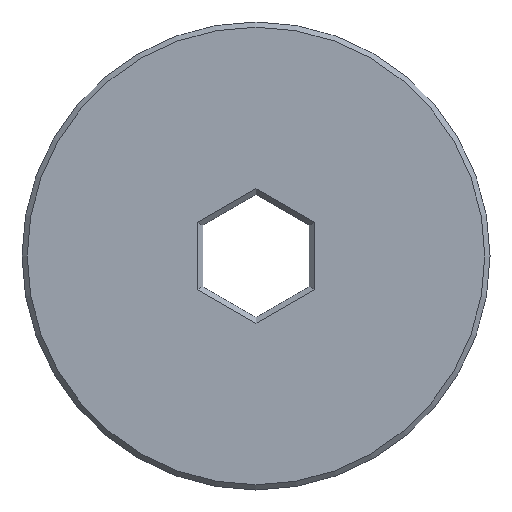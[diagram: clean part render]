
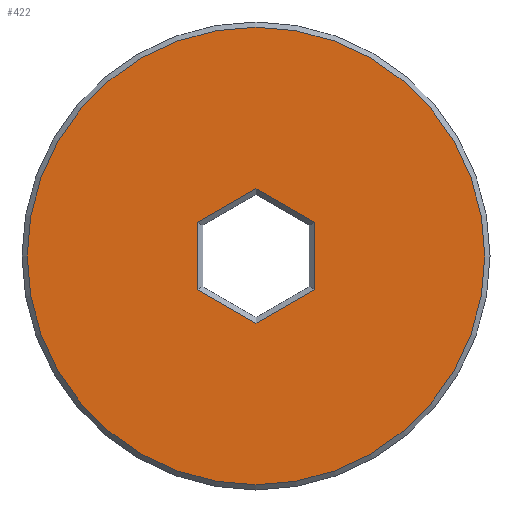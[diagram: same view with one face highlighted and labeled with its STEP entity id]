
A CAD part, front view. The second image highlights one B-rep face of the part: STEP entity #422.
In plain terms, the highlighted planar face has unit normal (0, -1, 0).
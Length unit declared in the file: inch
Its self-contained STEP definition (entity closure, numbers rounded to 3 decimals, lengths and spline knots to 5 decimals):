
#19=FACE_BOUND('',#73,.T.);
#21=PLANE('',#470);
#44=FACE_OUTER_BOUND('',#72,.T.);
#72=EDGE_LOOP('',(#318));
#73=EDGE_LOOP('',(#319,#320,#321,#322,#323,#324));
#105=LINE('',#660,#153);
#106=LINE('',#662,#154);
#107=LINE('',#664,#155);
#108=LINE('',#666,#156);
#109=LINE('',#668,#157);
#110=LINE('',#669,#158);
#153=VECTOR('',#532,0.3937);
#154=VECTOR('',#533,0.3937);
#155=VECTOR('',#534,0.3937);
#156=VECTOR('',#535,0.3937);
#157=VECTOR('',#536,0.3937);
#158=VECTOR('',#537,0.3937);
#198=CIRCLE('',#469,1.1);
#215=VERTEX_POINT('',#654);
#216=VERTEX_POINT('',#658);
#217=VERTEX_POINT('',#659);
#218=VERTEX_POINT('',#661);
#219=VERTEX_POINT('',#663);
#220=VERTEX_POINT('',#665);
#221=VERTEX_POINT('',#667);
#252=EDGE_CURVE('',#215,#215,#198,.T.);
#253=EDGE_CURVE('',#216,#217,#105,.T.);
#254=EDGE_CURVE('',#218,#216,#106,.T.);
#255=EDGE_CURVE('',#219,#218,#107,.T.);
#256=EDGE_CURVE('',#220,#219,#108,.T.);
#257=EDGE_CURVE('',#221,#220,#109,.T.);
#258=EDGE_CURVE('',#217,#221,#110,.T.);
#318=ORIENTED_EDGE('',*,*,#252,.F.);
#319=ORIENTED_EDGE('',*,*,#253,.F.);
#320=ORIENTED_EDGE('',*,*,#254,.F.);
#321=ORIENTED_EDGE('',*,*,#255,.F.);
#322=ORIENTED_EDGE('',*,*,#256,.F.);
#323=ORIENTED_EDGE('',*,*,#257,.F.);
#324=ORIENTED_EDGE('',*,*,#258,.F.);
#422=ADVANCED_FACE('',(#44,#19),#21,.T.);
#469=AXIS2_PLACEMENT_3D('',#656,#528,#529);
#470=AXIS2_PLACEMENT_3D('',#657,#530,#531);
#528=DIRECTION('center_axis',(0.,1.,0.));
#529=DIRECTION('ref_axis',(0.,0.,-1.));
#530=DIRECTION('center_axis',(0.,-1.,0.));
#531=DIRECTION('ref_axis',(0.,0.,-1.));
#532=DIRECTION('',(0.866,0.,0.5));
#533=DIRECTION('',(0.866,0.,-0.5));
#534=DIRECTION('',(0.,0.,-1.));
#535=DIRECTION('',(-0.866,0.,-0.5));
#536=DIRECTION('',(-0.866,0.,0.5));
#537=DIRECTION('',(0.,0.,1.));
#654=CARTESIAN_POINT('',(0.,-0.25,1.1));
#656=CARTESIAN_POINT('Origin',(0.,-0.25,0.));
#657=CARTESIAN_POINT('Origin',(0.,-0.25,1.125));
#658=CARTESIAN_POINT('',(0.,-0.25,-0.32332));
#659=CARTESIAN_POINT('',(0.28,-0.25,-0.16166));
#660=CARTESIAN_POINT('',(0.44732,-0.25,-0.06506));
#661=CARTESIAN_POINT('',(-0.28,-0.25,-0.16166));
#662=CARTESIAN_POINT('',(-0.31982,-0.25,-0.13867));
#663=CARTESIAN_POINT('',(-0.28,-0.25,0.16166));
#664=CARTESIAN_POINT('',(-0.28,-0.25,0.48889));
#665=CARTESIAN_POINT('',(0.,-0.25,0.32332));
#666=CARTESIAN_POINT('',(0.03982,-0.25,0.34631));
#667=CARTESIAN_POINT('',(0.28,-0.25,0.16166));
#668=CARTESIAN_POINT('',(-0.16732,-0.25,0.41992));
#669=CARTESIAN_POINT('',(0.28,-0.25,0.63611));
